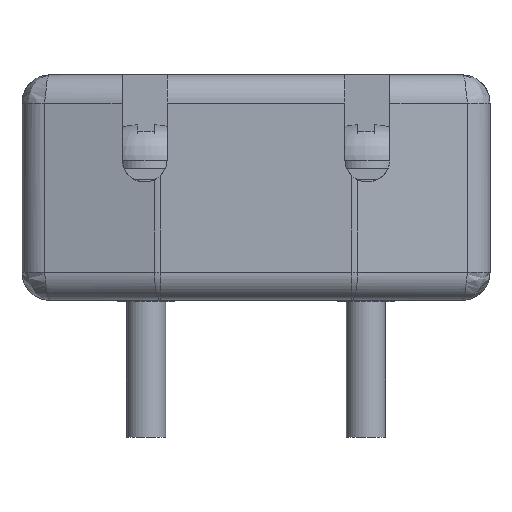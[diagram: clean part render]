
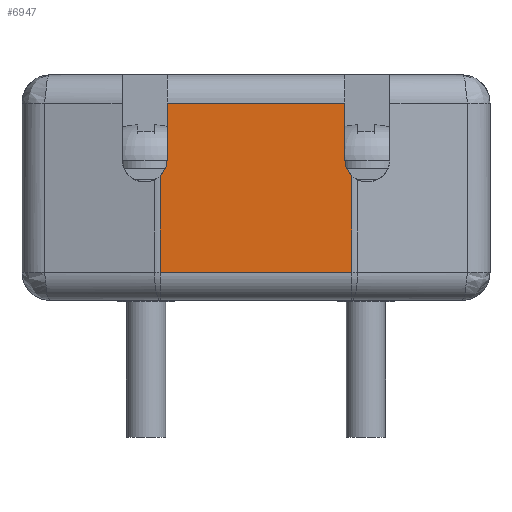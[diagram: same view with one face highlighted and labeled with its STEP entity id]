
A CAD part, left-side view. The second image highlights one B-rep face of the part: STEP entity #6947.
In plain terms, the highlighted planar face has unit normal (-1, 0, 0).
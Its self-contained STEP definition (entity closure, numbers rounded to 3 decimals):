
#654 = CYLINDRICAL_SURFACE('',#655,1.);
#655 = AXIS2_PLACEMENT_3D('',#656,#657,#658);
#656 = CARTESIAN_POINT('',(-9.25,-3.5,1.));
#657 = DIRECTION('',(0.,1.,0.));
#658 = DIRECTION('',(0.,0.,-1.));
#2874 = EDGE_CURVE('',#2875,#2877,#2879,.T.);
#2875 = VERTEX_POINT('',#2876);
#2876 = CARTESIAN_POINT('',(-10.25,-3.397,1.));
#2877 = VERTEX_POINT('',#2878);
#2878 = CARTESIAN_POINT('',(-10.25,3.397,1.));
#2879 = SURFACE_CURVE('',#2880,(#2884,#2891),.PCURVE_S1.);
#2880 = LINE('',#2881,#2882);
#2881 = CARTESIAN_POINT('',(-10.25,-3.5,1.));
#2882 = VECTOR('',#2883,1.);
#2883 = DIRECTION('',(0.,1.,0.));
#2884 = PCURVE('',#654,#2885);
#2885 = DEFINITIONAL_REPRESENTATION('',(#2886),#2890);
#2886 = LINE('',#2887,#2888);
#2887 = CARTESIAN_POINT('',(1.571,0.));
#2888 = VECTOR('',#2889,1.);
#2889 = DIRECTION('',(0.,1.));
#2890 = ( GEOMETRIC_REPRESENTATION_CONTEXT(2) 
PARAMETRIC_REPRESENTATION_CONTEXT() REPRESENTATION_CONTEXT('2D SPACE',''
  ) );
#2891 = PCURVE('',#2892,#2897);
#2892 = PLANE('',#2893);
#2893 = AXIS2_PLACEMENT_3D('',#2894,#2895,#2896);
#2894 = CARTESIAN_POINT('',(-10.25,-3.5,0.));
#2895 = DIRECTION('',(-1.,0.,0.));
#2896 = DIRECTION('',(0.,1.,0.));
#2897 = DEFINITIONAL_REPRESENTATION('',(#2898),#2902);
#2898 = LINE('',#2899,#2900);
#2899 = CARTESIAN_POINT('',(0.,-1.));
#2900 = VECTOR('',#2901,1.);
#2901 = DIRECTION('',(1.,0.));
#2902 = ( GEOMETRIC_REPRESENTATION_CONTEXT(2) 
PARAMETRIC_REPRESENTATION_CONTEXT() REPRESENTATION_CONTEXT('2D SPACE',''
  ) );
#3365 = CYLINDRICAL_SURFACE('',#3366,0.8);
#3366 = AXIS2_PLACEMENT_3D('',#3367,#3368,#3369);
#3367 = CARTESIAN_POINT('',(-8.65,3.95,5.));
#3368 = DIRECTION('',(1.,0.,0.));
#3369 = DIRECTION('',(0.,1.,0.));
#3396 = CYLINDRICAL_SURFACE('',#3397,1.);
#3397 = AXIS2_PLACEMENT_3D('',#3398,#3399,#3400);
#3398 = CARTESIAN_POINT('',(-9.25,3.397,1.));
#3399 = DIRECTION('',(0.,0.,1.));
#3400 = DIRECTION('',(-0.979,0.204,0.));
#3664 = PLANE('',#3665);
#3665 = AXIS2_PLACEMENT_3D('',#3666,#3667,#3668);
#3666 = CARTESIAN_POINT('',(-8.65,3.15,5.));
#3667 = DIRECTION('',(0.,1.,0.));
#3668 = DIRECTION('',(0.,0.,1.));
#3692 = CYLINDRICAL_SURFACE('',#3693,1.);
#3693 = AXIS2_PLACEMENT_3D('',#3694,#3695,#3696);
#3694 = CARTESIAN_POINT('',(-9.25,-3.5,7.));
#3695 = DIRECTION('',(0.,1.,0.));
#3696 = DIRECTION('',(-1.,0.,0.));
#3720 = PLANE('',#3721);
#3721 = AXIS2_PLACEMENT_3D('',#3722,#3723,#3724);
#3722 = CARTESIAN_POINT('',(-8.65,-3.15,8.));
#3723 = DIRECTION('',(0.,-1.,0.));
#3724 = DIRECTION('',(0.,0.,-1.));
#6741 = CYLINDRICAL_SURFACE('',#6742,1.);
#6742 = AXIS2_PLACEMENT_3D('',#6743,#6744,#6745);
#6743 = CARTESIAN_POINT('',(-9.25,-3.397,1.));
#6744 = DIRECTION('',(0.,0.,1.));
#6745 = DIRECTION('',(-0.979,-0.204,0.));
#6770 = CYLINDRICAL_SURFACE('',#6771,0.8);
#6771 = AXIS2_PLACEMENT_3D('',#6772,#6773,#6774);
#6772 = CARTESIAN_POINT('',(-8.65,-3.95,5.));
#6773 = DIRECTION('',(1.,0.,0.));
#6774 = DIRECTION('',(0.,1.,0.));
#6947 = ADVANCED_FACE('',(#6948),#2892,.T.);
#6948 = FACE_BOUND('',#6949,.T.);
#6949 = EDGE_LOOP('',(#6950,#6951,#6974,#7002,#7025,#7048,#7071,#7099));
#6950 = ORIENTED_EDGE('',*,*,#2874,.F.);
#6951 = ORIENTED_EDGE('',*,*,#6952,.T.);
#6952 = EDGE_CURVE('',#2875,#6953,#6955,.T.);
#6953 = VERTEX_POINT('',#6954);
#6954 = CARTESIAN_POINT('',(-10.25,-3.397,4.422));
#6955 = SURFACE_CURVE('',#6956,(#6960,#6967),.PCURVE_S1.);
#6956 = LINE('',#6957,#6958);
#6957 = CARTESIAN_POINT('',(-10.25,-3.397,1.));
#6958 = VECTOR('',#6959,1.);
#6959 = DIRECTION('',(0.,0.,1.));
#6960 = PCURVE('',#2892,#6961);
#6961 = DEFINITIONAL_REPRESENTATION('',(#6962),#6966);
#6962 = LINE('',#6963,#6964);
#6963 = CARTESIAN_POINT('',(0.103,-1.));
#6964 = VECTOR('',#6965,1.);
#6965 = DIRECTION('',(0.,-1.));
#6966 = ( GEOMETRIC_REPRESENTATION_CONTEXT(2) 
PARAMETRIC_REPRESENTATION_CONTEXT() REPRESENTATION_CONTEXT('2D SPACE',''
  ) );
#6967 = PCURVE('',#6741,#6968);
#6968 = DEFINITIONAL_REPRESENTATION('',(#6969),#6973);
#6969 = LINE('',#6970,#6971);
#6970 = CARTESIAN_POINT('',(-0.205,0.));
#6971 = VECTOR('',#6972,1.);
#6972 = DIRECTION('',(-0.,1.));
#6973 = ( GEOMETRIC_REPRESENTATION_CONTEXT(2) 
PARAMETRIC_REPRESENTATION_CONTEXT() REPRESENTATION_CONTEXT('2D SPACE',''
  ) );
#6974 = ORIENTED_EDGE('',*,*,#6975,.T.);
#6975 = EDGE_CURVE('',#6953,#6976,#6978,.T.);
#6976 = VERTEX_POINT('',#6977);
#6977 = CARTESIAN_POINT('',(-10.25,-3.15,5.));
#6978 = SURFACE_CURVE('',#6979,(#6984,#6995),.PCURVE_S1.);
#6979 = CIRCLE('',#6980,0.8);
#6980 = AXIS2_PLACEMENT_3D('',#6981,#6982,#6983);
#6981 = CARTESIAN_POINT('',(-10.25,-3.95,5.));
#6982 = DIRECTION('',(1.,0.,0.));
#6983 = DIRECTION('',(0.,1.,0.));
#6984 = PCURVE('',#2892,#6985);
#6985 = DEFINITIONAL_REPRESENTATION('',(#6986),#6994);
#6986 = ( BOUNDED_CURVE() B_SPLINE_CURVE(2,(#6987,#6988,#6989,#6990,
#6991,#6992,#6993),.UNSPECIFIED.,.T.,.F.) B_SPLINE_CURVE_WITH_KNOTS((1,2
    ,2,2,2,1),(-2.094,0.,2.094,4.189,
6.283,8.378),.UNSPECIFIED.) CURVE() 
GEOMETRIC_REPRESENTATION_ITEM() RATIONAL_B_SPLINE_CURVE((1.,0.5,1.,0.5,
1.,0.5,1.)) REPRESENTATION_ITEM('') );
#6987 = CARTESIAN_POINT('',(0.35,-5.));
#6988 = CARTESIAN_POINT('',(0.35,-6.385));
#6989 = CARTESIAN_POINT('',(-0.85,-5.693));
#6990 = CARTESIAN_POINT('',(-2.05,-5.));
#6991 = CARTESIAN_POINT('',(-0.85,-4.307));
#6992 = CARTESIAN_POINT('',(0.35,-3.614));
#6993 = CARTESIAN_POINT('',(0.35,-5.));
#6994 = ( GEOMETRIC_REPRESENTATION_CONTEXT(2) 
PARAMETRIC_REPRESENTATION_CONTEXT() REPRESENTATION_CONTEXT('2D SPACE',''
  ) );
#6995 = PCURVE('',#6770,#6996);
#6996 = DEFINITIONAL_REPRESENTATION('',(#6997),#7001);
#6997 = LINE('',#6998,#6999);
#6998 = CARTESIAN_POINT('',(0.,-1.6));
#6999 = VECTOR('',#7000,1.);
#7000 = DIRECTION('',(1.,0.));
#7001 = ( GEOMETRIC_REPRESENTATION_CONTEXT(2) 
PARAMETRIC_REPRESENTATION_CONTEXT() REPRESENTATION_CONTEXT('2D SPACE',''
  ) );
#7002 = ORIENTED_EDGE('',*,*,#7003,.T.);
#7003 = EDGE_CURVE('',#6976,#7004,#7006,.T.);
#7004 = VERTEX_POINT('',#7005);
#7005 = CARTESIAN_POINT('',(-10.25,-3.15,7.));
#7006 = SURFACE_CURVE('',#7007,(#7011,#7018),.PCURVE_S1.);
#7007 = LINE('',#7008,#7009);
#7008 = CARTESIAN_POINT('',(-10.25,-3.15,4.));
#7009 = VECTOR('',#7010,1.);
#7010 = DIRECTION('',(0.,0.,1.));
#7011 = PCURVE('',#2892,#7012);
#7012 = DEFINITIONAL_REPRESENTATION('',(#7013),#7017);
#7013 = LINE('',#7014,#7015);
#7014 = CARTESIAN_POINT('',(0.35,-4.));
#7015 = VECTOR('',#7016,1.);
#7016 = DIRECTION('',(0.,-1.));
#7017 = ( GEOMETRIC_REPRESENTATION_CONTEXT(2) 
PARAMETRIC_REPRESENTATION_CONTEXT() REPRESENTATION_CONTEXT('2D SPACE',''
  ) );
#7018 = PCURVE('',#3720,#7019);
#7019 = DEFINITIONAL_REPRESENTATION('',(#7020),#7024);
#7020 = LINE('',#7021,#7022);
#7021 = CARTESIAN_POINT('',(4.,-1.6));
#7022 = VECTOR('',#7023,1.);
#7023 = DIRECTION('',(-1.,0.));
#7024 = ( GEOMETRIC_REPRESENTATION_CONTEXT(2) 
PARAMETRIC_REPRESENTATION_CONTEXT() REPRESENTATION_CONTEXT('2D SPACE',''
  ) );
#7025 = ORIENTED_EDGE('',*,*,#7026,.T.);
#7026 = EDGE_CURVE('',#7004,#7027,#7029,.T.);
#7027 = VERTEX_POINT('',#7028);
#7028 = CARTESIAN_POINT('',(-10.25,3.15,7.));
#7029 = SURFACE_CURVE('',#7030,(#7034,#7041),.PCURVE_S1.);
#7030 = LINE('',#7031,#7032);
#7031 = CARTESIAN_POINT('',(-10.25,-3.5,7.));
#7032 = VECTOR('',#7033,1.);
#7033 = DIRECTION('',(0.,1.,0.));
#7034 = PCURVE('',#2892,#7035);
#7035 = DEFINITIONAL_REPRESENTATION('',(#7036),#7040);
#7036 = LINE('',#7037,#7038);
#7037 = CARTESIAN_POINT('',(0.,-7.));
#7038 = VECTOR('',#7039,1.);
#7039 = DIRECTION('',(1.,0.));
#7040 = ( GEOMETRIC_REPRESENTATION_CONTEXT(2) 
PARAMETRIC_REPRESENTATION_CONTEXT() REPRESENTATION_CONTEXT('2D SPACE',''
  ) );
#7041 = PCURVE('',#3692,#7042);
#7042 = DEFINITIONAL_REPRESENTATION('',(#7043),#7047);
#7043 = LINE('',#7044,#7045);
#7044 = CARTESIAN_POINT('',(0.,0.));
#7045 = VECTOR('',#7046,1.);
#7046 = DIRECTION('',(0.,1.));
#7047 = ( GEOMETRIC_REPRESENTATION_CONTEXT(2) 
PARAMETRIC_REPRESENTATION_CONTEXT() REPRESENTATION_CONTEXT('2D SPACE',''
  ) );
#7048 = ORIENTED_EDGE('',*,*,#7049,.T.);
#7049 = EDGE_CURVE('',#7027,#7050,#7052,.T.);
#7050 = VERTEX_POINT('',#7051);
#7051 = CARTESIAN_POINT('',(-10.25,3.15,5.));
#7052 = SURFACE_CURVE('',#7053,(#7057,#7064),.PCURVE_S1.);
#7053 = LINE('',#7054,#7055);
#7054 = CARTESIAN_POINT('',(-10.25,3.15,2.5));
#7055 = VECTOR('',#7056,1.);
#7056 = DIRECTION('',(0.,0.,-1.));
#7057 = PCURVE('',#2892,#7058);
#7058 = DEFINITIONAL_REPRESENTATION('',(#7059),#7063);
#7059 = LINE('',#7060,#7061);
#7060 = CARTESIAN_POINT('',(6.65,-2.5));
#7061 = VECTOR('',#7062,1.);
#7062 = DIRECTION('',(0.,1.));
#7063 = ( GEOMETRIC_REPRESENTATION_CONTEXT(2) 
PARAMETRIC_REPRESENTATION_CONTEXT() REPRESENTATION_CONTEXT('2D SPACE',''
  ) );
#7064 = PCURVE('',#3664,#7065);
#7065 = DEFINITIONAL_REPRESENTATION('',(#7066),#7070);
#7066 = LINE('',#7067,#7068);
#7067 = CARTESIAN_POINT('',(-2.5,-1.6));
#7068 = VECTOR('',#7069,1.);
#7069 = DIRECTION('',(-1.,0.));
#7070 = ( GEOMETRIC_REPRESENTATION_CONTEXT(2) 
PARAMETRIC_REPRESENTATION_CONTEXT() REPRESENTATION_CONTEXT('2D SPACE',''
  ) );
#7071 = ORIENTED_EDGE('',*,*,#7072,.T.);
#7072 = EDGE_CURVE('',#7050,#7073,#7075,.T.);
#7073 = VERTEX_POINT('',#7074);
#7074 = CARTESIAN_POINT('',(-10.25,3.397,4.422));
#7075 = SURFACE_CURVE('',#7076,(#7081,#7092),.PCURVE_S1.);
#7076 = CIRCLE('',#7077,0.8);
#7077 = AXIS2_PLACEMENT_3D('',#7078,#7079,#7080);
#7078 = CARTESIAN_POINT('',(-10.25,3.95,5.));
#7079 = DIRECTION('',(1.,0.,0.));
#7080 = DIRECTION('',(0.,1.,0.));
#7081 = PCURVE('',#2892,#7082);
#7082 = DEFINITIONAL_REPRESENTATION('',(#7083),#7091);
#7083 = ( BOUNDED_CURVE() B_SPLINE_CURVE(2,(#7084,#7085,#7086,#7087,
#7088,#7089,#7090),.UNSPECIFIED.,.T.,.F.) B_SPLINE_CURVE_WITH_KNOTS((1,2
    ,2,2,2,1),(-2.094,0.,2.094,4.189,
6.283,8.378),.UNSPECIFIED.) CURVE() 
GEOMETRIC_REPRESENTATION_ITEM() RATIONAL_B_SPLINE_CURVE((1.,0.5,1.,0.5,
1.,0.5,1.)) REPRESENTATION_ITEM('') );
#7084 = CARTESIAN_POINT('',(8.25,-5.));
#7085 = CARTESIAN_POINT('',(8.25,-6.385));
#7086 = CARTESIAN_POINT('',(7.05,-5.693));
#7087 = CARTESIAN_POINT('',(5.85,-5.));
#7088 = CARTESIAN_POINT('',(7.05,-4.307));
#7089 = CARTESIAN_POINT('',(8.25,-3.614));
#7090 = CARTESIAN_POINT('',(8.25,-5.));
#7091 = ( GEOMETRIC_REPRESENTATION_CONTEXT(2) 
PARAMETRIC_REPRESENTATION_CONTEXT() REPRESENTATION_CONTEXT('2D SPACE',''
  ) );
#7092 = PCURVE('',#3365,#7093);
#7093 = DEFINITIONAL_REPRESENTATION('',(#7094),#7098);
#7094 = LINE('',#7095,#7096);
#7095 = CARTESIAN_POINT('',(0.,-1.6));
#7096 = VECTOR('',#7097,1.);
#7097 = DIRECTION('',(1.,0.));
#7098 = ( GEOMETRIC_REPRESENTATION_CONTEXT(2) 
PARAMETRIC_REPRESENTATION_CONTEXT() REPRESENTATION_CONTEXT('2D SPACE',''
  ) );
#7099 = ORIENTED_EDGE('',*,*,#7100,.F.);
#7100 = EDGE_CURVE('',#2877,#7073,#7101,.T.);
#7101 = SURFACE_CURVE('',#7102,(#7106,#7113),.PCURVE_S1.);
#7102 = LINE('',#7103,#7104);
#7103 = CARTESIAN_POINT('',(-10.25,3.397,1.));
#7104 = VECTOR('',#7105,1.);
#7105 = DIRECTION('',(0.,0.,1.));
#7106 = PCURVE('',#2892,#7107);
#7107 = DEFINITIONAL_REPRESENTATION('',(#7108),#7112);
#7108 = LINE('',#7109,#7110);
#7109 = CARTESIAN_POINT('',(6.897,-1.));
#7110 = VECTOR('',#7111,1.);
#7111 = DIRECTION('',(0.,-1.));
#7112 = ( GEOMETRIC_REPRESENTATION_CONTEXT(2) 
PARAMETRIC_REPRESENTATION_CONTEXT() REPRESENTATION_CONTEXT('2D SPACE',''
  ) );
#7113 = PCURVE('',#3396,#7114);
#7114 = DEFINITIONAL_REPRESENTATION('',(#7115),#7119);
#7115 = LINE('',#7116,#7117);
#7116 = CARTESIAN_POINT('',(0.205,0.));
#7117 = VECTOR('',#7118,1.);
#7118 = DIRECTION('',(0.,1.));
#7119 = ( GEOMETRIC_REPRESENTATION_CONTEXT(2) 
PARAMETRIC_REPRESENTATION_CONTEXT() REPRESENTATION_CONTEXT('2D SPACE',''
  ) );
